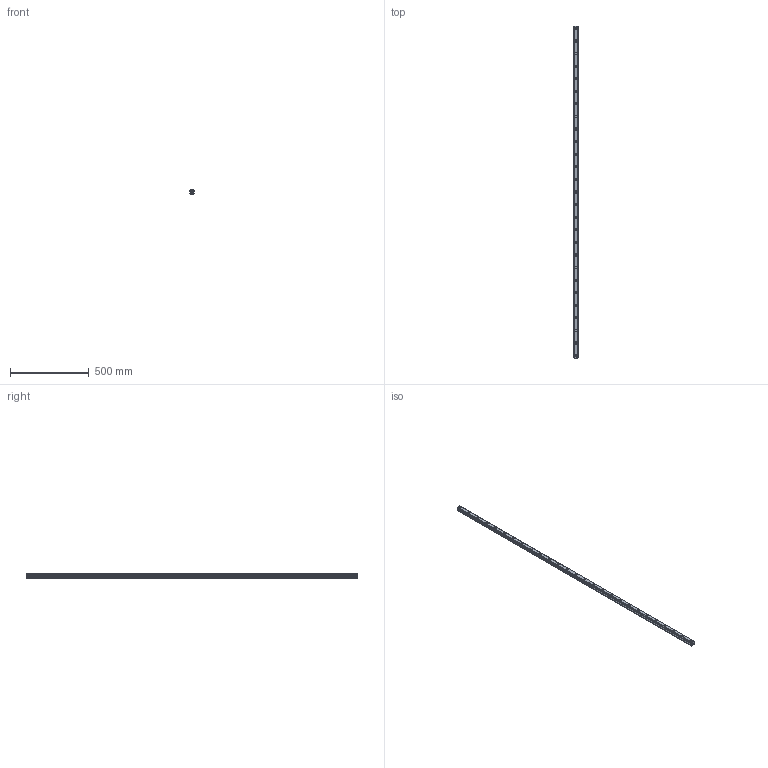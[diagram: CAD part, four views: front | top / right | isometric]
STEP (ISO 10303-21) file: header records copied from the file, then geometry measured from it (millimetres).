
FILE_DESCRIPTION(('STEP AP214'),'1');
FILE_NAME('cctmp_9367A0DE-0E27-4172-B886-FADFC118F1DA_2020_6_24_15_30_47_470..stp','2020-06-24T13:30:47',('HIWIN GmbH'),('CADClick - www.CADClick.com'),'Spatial InterOp 3D',' ','unknown authorization');
FILE_SCHEMA(('AUTOMOTIVE_DESIGN'));
Length unit declared in the file: millimetre
Products named in the file (1): HGR30R2110H_FILE
Bounding box: 28 x 2110 x 26 mm (x, y, z)
Volume: 1226048.6 mm3; surface area: 262457.9 mm2
Topology: 1 solids, 1 shells, 358 faces, 813 edges, 542 vertices
Faces by surface type: cylinder 184, plane 174
Entity records: 13073 total; most frequent: DIRECTION 1899, CARTESIAN_POINT 1714, ORIENTED_EDGE 1626, EDGE_CURVE 813, AXIS2_PLACEMENT_3D 727, VERTEX_POINT 542, LINE 445, VECTOR 445
